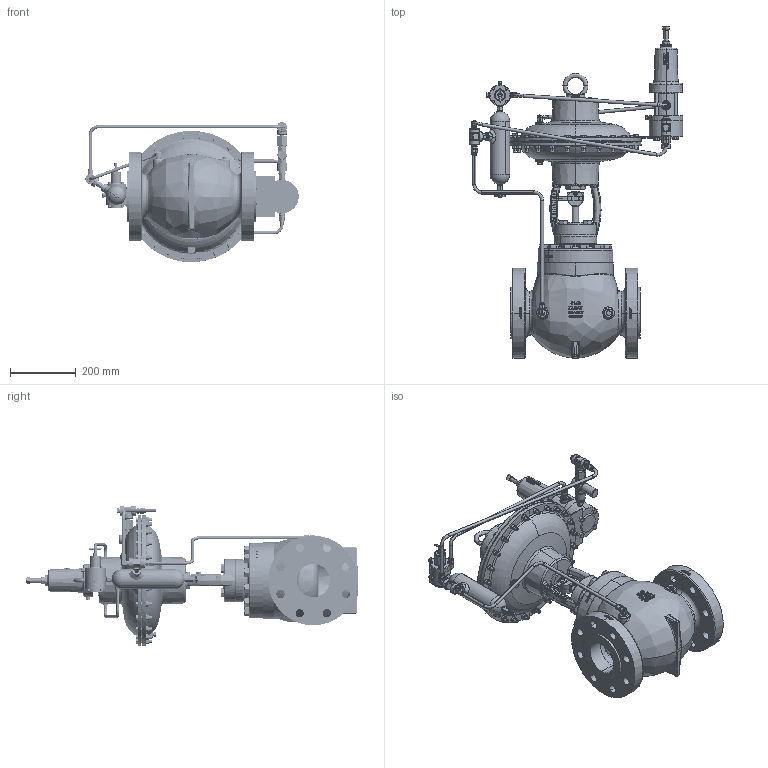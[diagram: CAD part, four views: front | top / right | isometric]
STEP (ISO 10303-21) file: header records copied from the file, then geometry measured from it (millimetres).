
FILE_DESCRIPTION (( 'STEP AP203' ), '1' );
FILE_NAME ('4 INCH 600RF PBPO PC 150HPBP.STEP', '2014-06-02T17:30:41', ( 'PCTech' ), ( 'Microsoft' ), 'SwSTEP 2.0', 'SolidWorks 2014', '' );
FILE_SCHEMA (( 'CONFIG_CONTROL_DESIGN' ));
Length unit declared in the file: inch
Products named in the file (1): 4 INCH 600RF PBPO PC 150HPBP
Bounding box: 650.43 x 1011.97 x 427.55 mm (x, y, z)
Volume: 28222186.9 mm3; surface area: 1877474.4 mm2
Topology: 2 solids, 2 shells, 5976 faces, 14956 edges, 9366 vertices
Faces by surface type: plane 2415, bspline 1260, cone 1212, cylinder 842, torus 194, sphere 53
Entity records: 361976 total; most frequent: CARTESIAN_POINT 233617, ORIENTED_EDGE 29788, DIRECTION 21657, EDGE_CURVE 14894, VERTEX_POINT 9366, AXIS2_PLACEMENT_3D 8278, EDGE_LOOP 6558, FACE_OUTER_BOUND 5976
